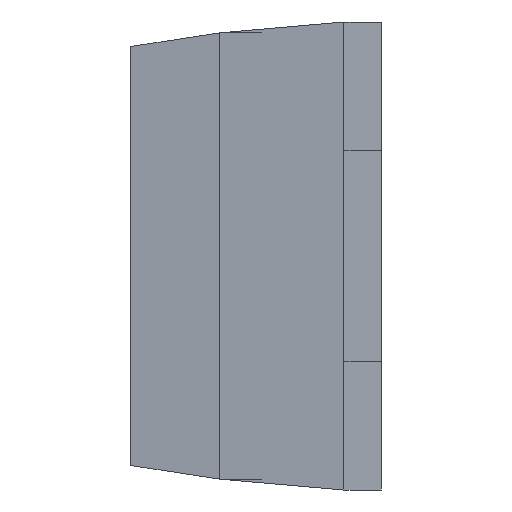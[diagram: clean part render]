
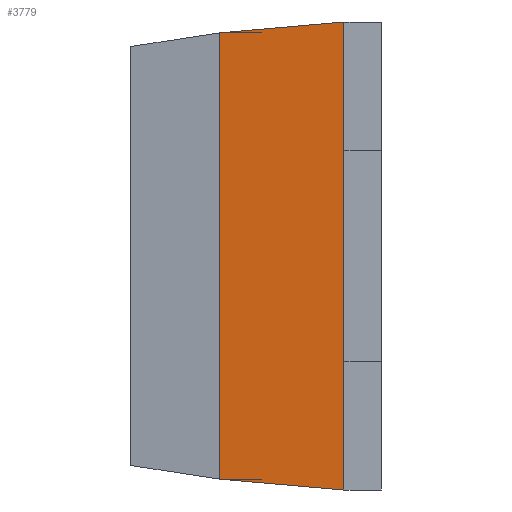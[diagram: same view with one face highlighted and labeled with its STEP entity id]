
A CAD part, left-side view. The second image highlights one B-rep face of the part: STEP entity #3779.
In plain terms, the highlighted planar face has unit normal (-0.996, 0.087, 0).
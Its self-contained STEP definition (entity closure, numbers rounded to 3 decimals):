
#807 = CARTESIAN_POINT ( 'NONE',  ( -0.955, 0.152, -0.432 ) ) ;
#810 = CARTESIAN_POINT ( 'NONE',  ( -0.955, 0.152, -0.955 ) ) ;
#816 = CARTESIAN_POINT ( 'NONE',  ( -0.955, 0.152, 0.432 ) ) ;
#819 = CARTESIAN_POINT ( 'NONE',  ( -0.955, 0.152, 0.955 ) ) ;
#822 = CARTESIAN_POINT ( 'NONE',  ( -0.911, 0.66, -0.911 ) ) ;
#824 = CARTESIAN_POINT ( 'NONE',  ( -0.911, 0.66, 0.911 ) ) ;
#1656 = LINE ( 'NONE', #1657, #2900 ) ;
#1657 = CARTESIAN_POINT ( 'NONE',  ( -0.955, 0.152, 0.432 ) ) ;
#1658 = DIRECTION ( 'NONE',  ( 0., 0., 1. ) ) ;
#1659 = LINE ( 'NONE', #1660, #2901 ) ;
#1660 = CARTESIAN_POINT ( 'NONE',  ( -0.945, 0.272, -0.945 ) ) ;
#1661 = DIRECTION ( 'NONE',  ( -0.087, -0.992, -0.087 ) ) ;
#1668 = LINE ( 'NONE', #1669, #2904 ) ;
#1669 = CARTESIAN_POINT ( 'NONE',  ( -0.955, 0.152, 0.955 ) ) ;
#1670 = DIRECTION ( 'NONE',  ( -0.087, -0.992, 0.087 ) ) ;
#1671 = LINE ( 'NONE', #1672, #2905 ) ;
#1672 = CARTESIAN_POINT ( 'NONE',  ( -0.911, 0.66, 0.432 ) ) ;
#1673 = DIRECTION ( 'NONE',  ( 0., 0., 1. ) ) ;
#2009 = PLANE ( 'NONE',  #2966 ) ;
#2010 = CARTESIAN_POINT ( 'NONE',  ( -0.955, 0.152, 0.432 ) ) ;
#2011 = DIRECTION ( 'NONE',  ( -0.996, 0.087, 0. ) ) ;
#2012 = DIRECTION ( 'NONE',  ( -0.087, -0.996, 0. ) ) ;
#2815 = LINE ( 'NONE', #2816, #3223 ) ;
#2816 = CARTESIAN_POINT ( 'NONE',  ( -0.955, 0.152, -0.432 ) ) ;
#2817 = DIRECTION ( 'NONE',  ( 0., 0., 1. ) ) ;
#2851 = LINE ( 'NONE', #2852, #3235 ) ;
#2852 = CARTESIAN_POINT ( 'NONE',  ( -0.955, 0.152, 0.955 ) ) ;
#2853 = DIRECTION ( 'NONE',  ( 0., 0., 1. ) ) ;
#2900 = VECTOR ( 'NONE', #1658, 1000. ) ;
#2901 = VECTOR ( 'NONE', #1661, 1000. ) ;
#2904 = VECTOR ( 'NONE', #1670, 1000. ) ;
#2905 = VECTOR ( 'NONE', #1673, 1000. ) ;
#2951 = FACE_OUTER_BOUND ( 'NONE', #4497, .T. ) ;
#2966 = AXIS2_PLACEMENT_3D ( 'NONE', #2010, #2011, #2012 ) ;
#3223 = VECTOR ( 'NONE', #2817, 1000. ) ;
#3235 = VECTOR ( 'NONE', #2853, 1000. ) ;
#3489 = VERTEX_POINT ( 'NONE', #807 ) ;
#3492 = VERTEX_POINT ( 'NONE', #810 ) ;
#3498 = VERTEX_POINT ( 'NONE', #816 ) ;
#3501 = VERTEX_POINT ( 'NONE', #819 ) ;
#3504 = VERTEX_POINT ( 'NONE', #822 ) ;
#3506 = VERTEX_POINT ( 'NONE', #824 ) ;
#3710 = EDGE_CURVE ( 'NONE', #3489, #3498, #1656, .T. ) ;
#3711 = EDGE_CURVE ( 'NONE', #3504, #3492, #1659, .T. ) ;
#3714 = EDGE_CURVE ( 'NONE', #3506, #3501, #1668, .T. ) ;
#3715 = EDGE_CURVE ( 'NONE', #3504, #3506, #1671, .T. ) ;
#3779 = ADVANCED_FACE ( 'NONE', ( #2951 ), #2009, .T. ) ;
#3884 = EDGE_CURVE ( 'NONE', #3492, #3489, #2815, .T. ) ;
#3896 = EDGE_CURVE ( 'NONE', #3498, #3501, #2851, .T. ) ;
#4497 = EDGE_LOOP ( 'NONE', ( #4557, #4559, #4560, #4558, #4562, #4561 ) ) ;
#4557 = ORIENTED_EDGE ( 'NONE', *, *, #3884, .T. ) ;
#4558 = ORIENTED_EDGE ( 'NONE', *, *, #3714, .F. ) ;
#4559 = ORIENTED_EDGE ( 'NONE', *, *, #3710, .T. ) ;
#4560 = ORIENTED_EDGE ( 'NONE', *, *, #3896, .T. ) ;
#4561 = ORIENTED_EDGE ( 'NONE', *, *, #3711, .T. ) ;
#4562 = ORIENTED_EDGE ( 'NONE', *, *, #3715, .F. ) ;
